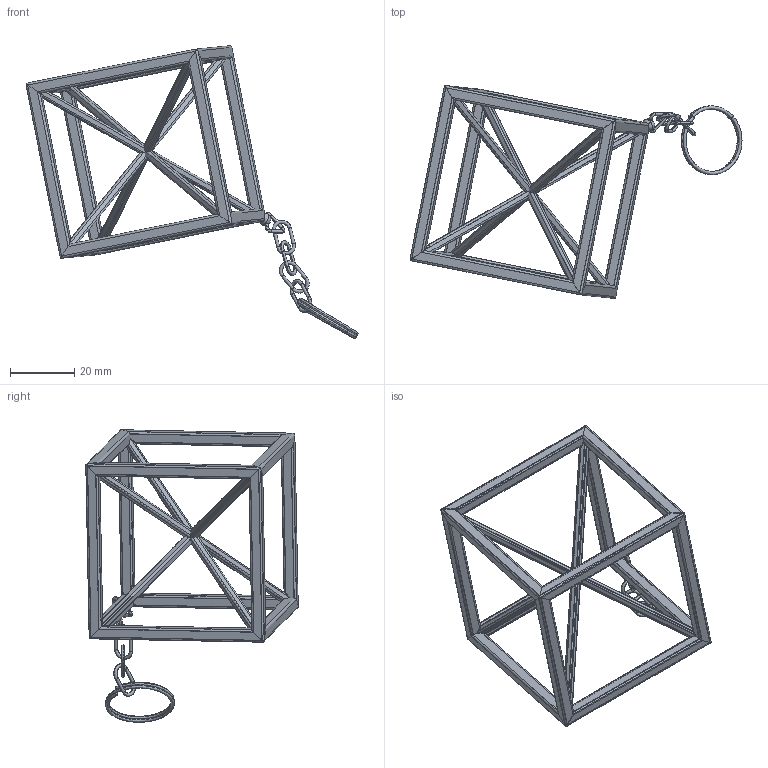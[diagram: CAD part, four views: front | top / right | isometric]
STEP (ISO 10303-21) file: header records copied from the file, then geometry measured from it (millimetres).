
FILE_DESCRIPTION(('FreeCAD Model'),'2;1');
FILE_NAME('Open CASCADE Shape Model','2025-04-27T19:46:12',('FreeCAD'),( 'FreeCAD'),'Open CASCADE STEP processor 7.6','FreeCAD','Unknown');
FILE_SCHEMA(('AUTOMOTIVE_DESIGN { 1 0 10303 214 1 1 1 1 }'));
Length unit declared in the file: millimetre
Products named in the file (1): Open CASCADE STEP translator 7.6 1
Bounding box: 103.64 x 66.34 x 91.32 mm (x, y, z)
Volume: 3787.8 mm3; surface area: 23023 mm2
Topology: 30 solids, 30 shells, 746 faces, 2124 edges, 1382 vertices
Faces by surface type: bspline 746
Entity records: 24930 total; most frequent: CARTESIAN_POINT 13175, ORIENTED_EDGE 4240, EDGE_CURVE 2120, VERTEX_POINT 1382, B_SPLINE_CURVE_WITH_KNOTS 1298, FACE_BOUND 756, EDGE_LOOP 756, ADVANCED_FACE 746
